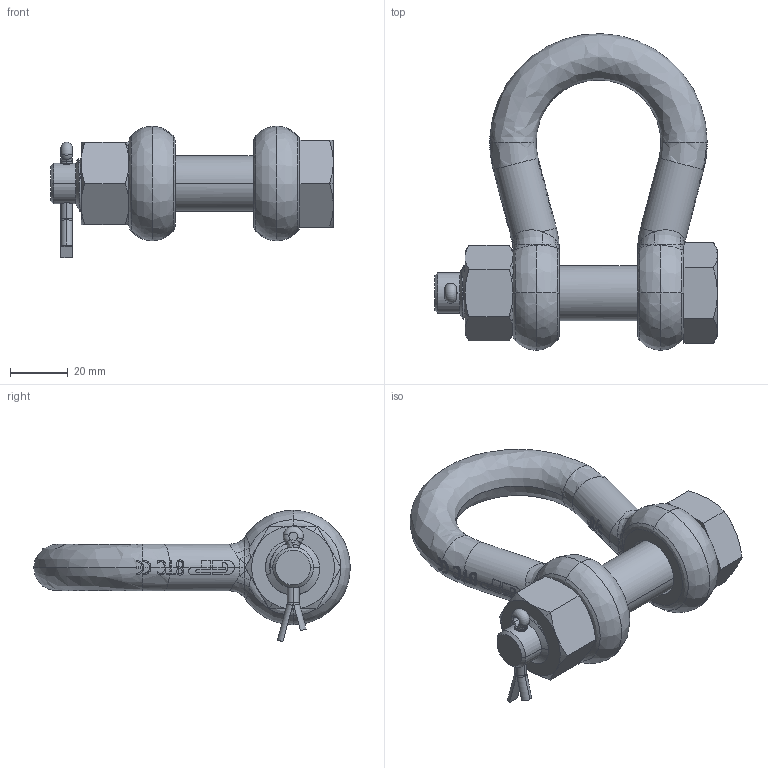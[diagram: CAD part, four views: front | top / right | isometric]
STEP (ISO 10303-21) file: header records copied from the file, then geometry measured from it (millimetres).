
FILE_DESCRIPTION(('STEP AP214'),'1');
FILE_NAME('poghmb16.stp','2017-03-31T16:55:23',('TraceParts'),('TraceParts S.A.'),'Spatial InterOp 3D',' ',' ');
FILE_SCHEMA(('automotive_design'));
Length unit declared in the file: millimetre
Products named in the file (4): poghmb16_1; poghmb16_2; poghmb16_3; poghmb16_4
Bounding box: 97.5 x 109.24 x 45.34 mm (x, y, z)
Volume: 96069.9 mm3; surface area: 29305.7 mm2
Topology: 4 solids, 4 shells, 795 faces, 2208 edges, 1418 vertices
Faces by surface type: bspline 379, plane 238, cylinder 145, cone 28, torus 5
Entity records: 40611 total; most frequent: CARTESIAN_POINT 23821, ORIENTED_EDGE 4384, EDGE_CURVE 2192, DIRECTION 2135, VERTEX_POINT 1418, B_SPLINE_CURVE_WITH_KNOTS 896, LINE 839, VECTOR 839
